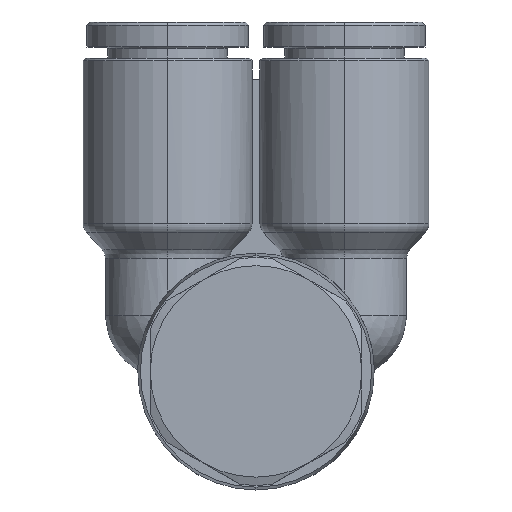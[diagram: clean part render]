
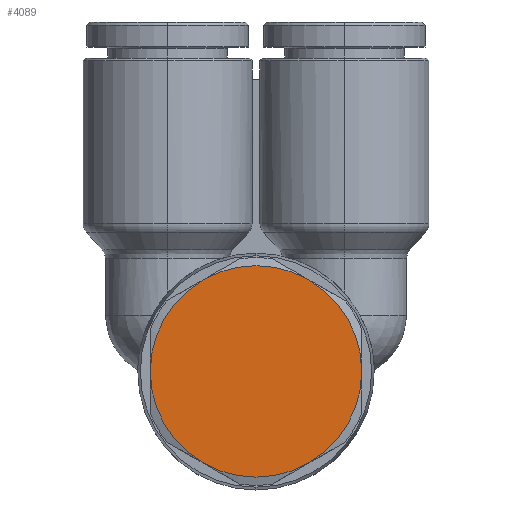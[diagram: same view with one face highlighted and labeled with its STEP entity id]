
A CAD part, top view. The second image highlights one B-rep face of the part: STEP entity #4089.
In plain terms, the highlighted planar face has unit normal (0, 0, 1).
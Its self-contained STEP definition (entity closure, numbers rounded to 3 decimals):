
#3459=CARTESIAN_POINT('',(4.5,-1.4,12.));
#3460=VERTEX_POINT('',#3459);
#3483=CARTESIAN_POINT('',(11.861,2.85,12.));
#3484=VERTEX_POINT('',#3483);
#3498=CARTESIAN_POINT('',(4.5,7.1,12.));
#3499=DIRECTION('',(0.0,0.0,1.0));
#3500=DIRECTION('',(0.0,1.0,0.0));
#3501=AXIS2_PLACEMENT_3D('',#3498,#3499,#3500);
#3502=CIRCLE('',#3501,8.5);
#3503=EDGE_CURVE('',#3460,#3484,#3502,.T.);
#3513=CARTESIAN_POINT('',(11.861,11.35,12.));
#3514=VERTEX_POINT('',#3513);
#3530=CARTESIAN_POINT('',(4.5,7.1,12.));
#3531=DIRECTION('',(0.0,0.0,1.0));
#3532=DIRECTION('',(0.0,1.0,0.0));
#3533=AXIS2_PLACEMENT_3D('',#3530,#3531,#3532);
#3534=CIRCLE('',#3533,8.5);
#3535=EDGE_CURVE('',#3484,#3514,#3534,.T.);
#3569=CARTESIAN_POINT('',(-2.861,2.85,12.));
#3570=VERTEX_POINT('',#3569);
#3606=CARTESIAN_POINT('',(4.5,7.1,12.));
#3607=DIRECTION('',(0.0,0.0,1.0));
#3608=DIRECTION('',(0.0,1.0,0.0));
#3609=AXIS2_PLACEMENT_3D('',#3606,#3607,#3608);
#3610=CIRCLE('',#3609,8.5);
#3611=EDGE_CURVE('',#3570,#3460,#3610,.T.);
#3623=CARTESIAN_POINT('',(-2.861,11.35,12.));
#3624=VERTEX_POINT('',#3623);
#3660=CARTESIAN_POINT('',(4.5,7.1,12.));
#3661=DIRECTION('',(0.0,0.0,1.0));
#3662=DIRECTION('',(0.0,1.0,0.0));
#3663=AXIS2_PLACEMENT_3D('',#3660,#3661,#3662);
#3664=CIRCLE('',#3663,8.5);
#3665=EDGE_CURVE('',#3624,#3570,#3664,.T.);
#3675=CARTESIAN_POINT('',(4.5,15.6,12.));
#3676=VERTEX_POINT('',#3675);
#3692=CARTESIAN_POINT('',(4.5,7.1,12.));
#3693=DIRECTION('',(0.0,0.0,1.0));
#3694=DIRECTION('',(0.0,1.0,0.0));
#3695=AXIS2_PLACEMENT_3D('',#3692,#3693,#3694);
#3696=CIRCLE('',#3695,8.5);
#3697=EDGE_CURVE('',#3514,#3676,#3696,.T.);
#3766=CARTESIAN_POINT('',(4.5,7.1,12.));
#3767=DIRECTION('',(0.0,0.0,1.0));
#3768=DIRECTION('',(0.0,1.0,0.0));
#3769=AXIS2_PLACEMENT_3D('',#3766,#3767,#3768);
#3770=CIRCLE('',#3769,8.5);
#3771=EDGE_CURVE('',#3676,#3624,#3770,.T.);
#4076=CARTESIAN_POINT('',(4.5,7.1,12.));
#4077=DIRECTION('',(0.0,0.0,-1.0));
#4078=DIRECTION('',(0.0,-1.0,0.0));
#4079=AXIS2_PLACEMENT_3D('',#4076,#4077,#4078);
#4080=PLANE('',#4079);
#4081=ORIENTED_EDGE('',*,*,#3535,.T.);
#4082=ORIENTED_EDGE('',*,*,#3697,.T.);
#4083=ORIENTED_EDGE('',*,*,#3771,.T.);
#4084=ORIENTED_EDGE('',*,*,#3665,.T.);
#4085=ORIENTED_EDGE('',*,*,#3611,.T.);
#4086=ORIENTED_EDGE('',*,*,#3503,.T.);
#4087=EDGE_LOOP('',(#4081,#4082,#4083,#4084,#4085,#4086));
#4088=FACE_OUTER_BOUND('',#4087,.T.);
#4089=ADVANCED_FACE('',(#4088),#4080,.F.);
